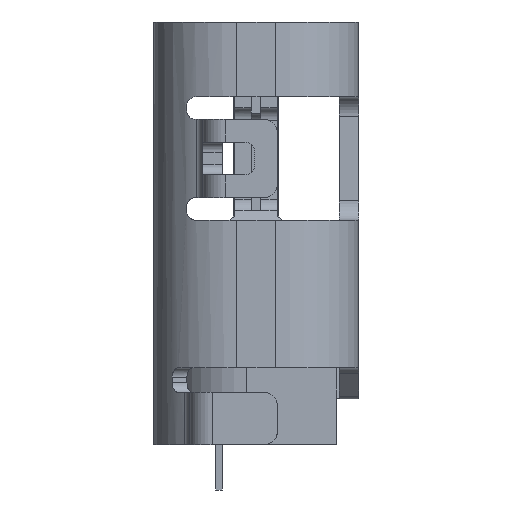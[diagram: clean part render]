
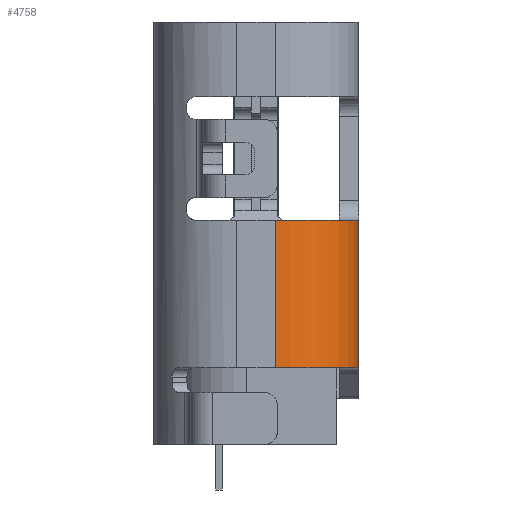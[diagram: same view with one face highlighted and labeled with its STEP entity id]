
A CAD part, left-side view. The second image highlights one B-rep face of the part: STEP entity #4758.
In plain terms, the highlighted cylindrical face has radius 1.28 mm (diameter 2.56 mm), a partial arc.
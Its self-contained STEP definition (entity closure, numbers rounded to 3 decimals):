
#600 = EDGE_CURVE ( 'NONE', #13610, #18660, #2594, .T. ) ;
#1562 = DIRECTION ( 'NONE',  ( -1., 0., 0. ) ) ;
#2259 = CARTESIAN_POINT ( 'NONE',  ( -3.19, -0.82, -1.72 ) ) ;
#2566 = DIRECTION ( 'NONE',  ( -1., 0., 0. ) ) ;
#2594 = LINE ( 'NONE', #7832, #13022 ) ;
#2621 = AXIS2_PLACEMENT_3D ( 'NONE', #13445, #5950, #1562 ) ;
#3508 = ORIENTED_EDGE ( 'NONE', *, *, #18491, .F. ) ;
#3577 = CIRCLE ( 'NONE', #2621, 1.28 ) ;
#4758 = ADVANCED_FACE ( 'NONE', ( #27576 ), #19756, .T. ) ;
#4992 = DIRECTION ( 'NONE',  ( 1., 0., 0. ) ) ;
#5950 = DIRECTION ( 'NONE',  ( 0., 0., 1. ) ) ;
#7215 = CARTESIAN_POINT ( 'NONE',  ( -3.19, -2.1, 0.55 ) ) ;
#7832 = CARTESIAN_POINT ( 'NONE',  ( -3.19, -2.1, -2.9 ) ) ;
#8502 = ORIENTED_EDGE ( 'NONE', *, *, #600, .T. ) ;
#8923 = EDGE_CURVE ( 'NONE', #13610, #24517, #20938, .T. ) ;
#9306 = CARTESIAN_POINT ( 'NONE',  ( -4.47, -0.82, 0.55 ) ) ;
#9389 = VERTEX_POINT ( 'NONE', #9306 ) ;
#9784 = DIRECTION ( 'NONE',  ( 0., 0., 1. ) ) ;
#9955 = VECTOR ( 'NONE', #16151, 1000. ) ;
#10199 = AXIS2_PLACEMENT_3D ( 'NONE', #2259, #16693, #2566 ) ;
#12346 = DIRECTION ( 'NONE',  ( 0., 0., 1. ) ) ;
#12417 = CARTESIAN_POINT ( 'NONE',  ( -3.19, -2.1, -1.72 ) ) ;
#13022 = VECTOR ( 'NONE', #12346, 1000. ) ;
#13270 = EDGE_LOOP ( 'NONE', ( #3508, #22253, #8502, #19651 ) ) ;
#13445 = CARTESIAN_POINT ( 'NONE',  ( -3.19, -0.82, 0.55 ) ) ;
#13576 = CARTESIAN_POINT ( 'NONE',  ( -4.47, -0.82, -2.9 ) ) ;
#13610 = VERTEX_POINT ( 'NONE', #12417 ) ;
#13939 = CARTESIAN_POINT ( 'NONE',  ( -4.47, -0.82, -1.72 ) ) ;
#16151 = DIRECTION ( 'NONE',  ( 0., 0., 1. ) ) ;
#16693 = DIRECTION ( 'NONE',  ( 0., 0., -1. ) ) ;
#17039 = CARTESIAN_POINT ( 'NONE',  ( -3.19, -0.82, -2.9 ) ) ;
#18491 = EDGE_CURVE ( 'NONE', #24517, #9389, #24878, .T. ) ;
#18660 = VERTEX_POINT ( 'NONE', #7215 ) ;
#19651 = ORIENTED_EDGE ( 'NONE', *, *, #21661, .F. ) ;
#19756 = CYLINDRICAL_SURFACE ( 'NONE', #19821, 1.28 ) ;
#19821 = AXIS2_PLACEMENT_3D ( 'NONE', #17039, #9784, #4992 ) ;
#20938 = CIRCLE ( 'NONE', #10199, 1.28 ) ;
#21661 = EDGE_CURVE ( 'NONE', #9389, #18660, #3577, .T. ) ;
#22253 = ORIENTED_EDGE ( 'NONE', *, *, #8923, .F. ) ;
#24517 = VERTEX_POINT ( 'NONE', #13939 ) ;
#24878 = LINE ( 'NONE', #13576, #9955 ) ;
#27576 = FACE_OUTER_BOUND ( 'NONE', #13270, .T. ) ;
